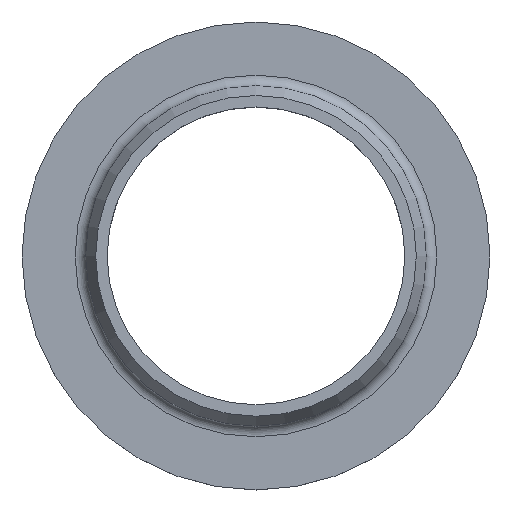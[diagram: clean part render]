
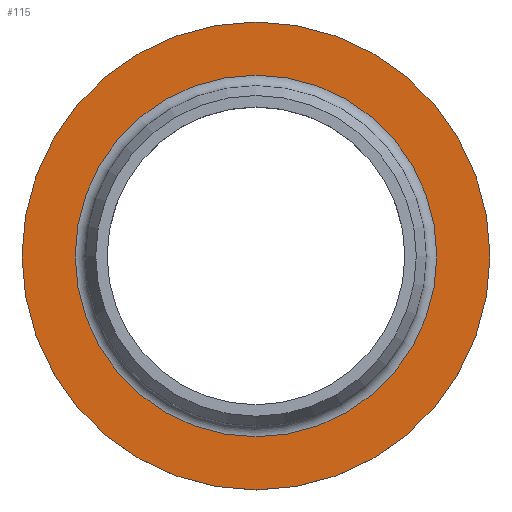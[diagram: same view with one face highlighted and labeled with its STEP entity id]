
A CAD part, top view. The second image highlights one B-rep face of the part: STEP entity #115.
In plain terms, the highlighted planar face has unit normal (0, 0, 1).
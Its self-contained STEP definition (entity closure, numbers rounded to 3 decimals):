
#30=FACE_BOUND('',#48,.T.);
#37=FACE_OUTER_BOUND('',#47,.T.);
#47=EDGE_LOOP('',(#100));
#48=EDGE_LOOP('',(#101));
#57=CIRCLE('',#147,8.5);
#58=CIRCLE('',#149,11.);
#65=VERTEX_POINT('',#213);
#66=VERTEX_POINT('',#217);
#77=EDGE_CURVE('',#65,#65,#57,.T.);
#78=EDGE_CURVE('',#66,#66,#58,.T.);
#100=ORIENTED_EDGE('',*,*,#78,.T.);
#101=ORIENTED_EDGE('',*,*,#77,.F.);
#108=PLANE('',#148);
#115=ADVANCED_FACE('',(#37,#30),#108,.T.);
#147=AXIS2_PLACEMENT_3D('',#215,#182,#183);
#148=AXIS2_PLACEMENT_3D('',#216,#184,#185);
#149=AXIS2_PLACEMENT_3D('',#218,#186,#187);
#182=DIRECTION('center_axis',(0.,0.,1.));
#183=DIRECTION('ref_axis',(1.,0.,0.));
#184=DIRECTION('center_axis',(0.,0.,1.));
#185=DIRECTION('ref_axis',(1.,0.,0.));
#186=DIRECTION('center_axis',(0.,0.,1.));
#187=DIRECTION('ref_axis',(1.,0.,0.));
#213=CARTESIAN_POINT('',(-100.659,7.353,44.636));
#215=CARTESIAN_POINT('Origin',(-92.159,7.353,44.636));
#216=CARTESIAN_POINT('Origin',(-82.409,7.353,44.636));
#217=CARTESIAN_POINT('',(-103.159,7.353,44.636));
#218=CARTESIAN_POINT('Origin',(-92.159,7.353,44.636));
